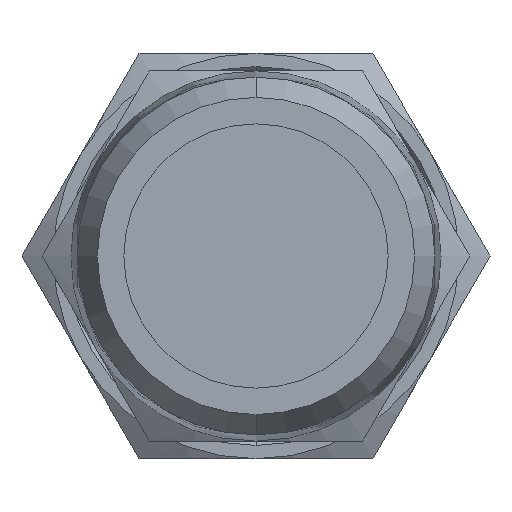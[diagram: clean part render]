
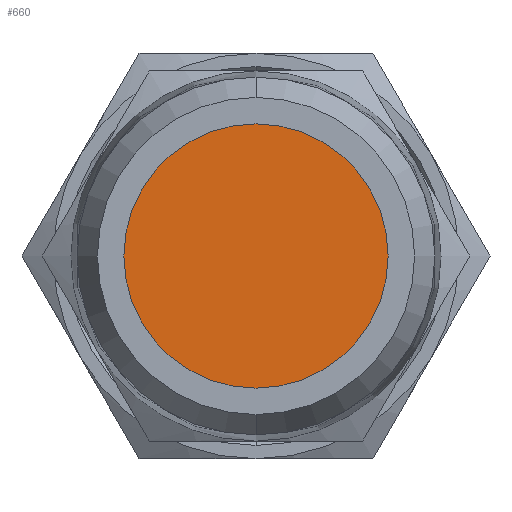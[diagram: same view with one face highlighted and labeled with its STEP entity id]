
A CAD part, front view. The second image highlights one B-rep face of the part: STEP entity #660.
In plain terms, the highlighted planar face has unit normal (0, -1, 0).
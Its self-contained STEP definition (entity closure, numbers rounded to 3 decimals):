
#16 = VERTEX_POINT ( 'NONE', #1716 ) ;
#165 = CARTESIAN_POINT ( 'NONE',  ( -7.5, 1.331, 0. ) ) ;
#444 = EDGE_LOOP ( 'NONE', ( #1713, #1712 ) ) ;
#660 = ADVANCED_FACE ( 'NONE', ( #1703 ), #1241, .F. ) ;
#685 = CARTESIAN_POINT ( 'NONE',  ( 0., 1.331, 0. ) ) ;
#686 = DIRECTION ( 'NONE',  ( 0., 1., 0. ) ) ;
#687 = DIRECTION ( 'NONE',  ( 0., 0., 1. ) ) ;
#926 = CARTESIAN_POINT ( 'NONE',  ( 0., 1.331, 0. ) ) ;
#927 = DIRECTION ( 'NONE',  ( 0., 1., 0. ) ) ;
#928 = DIRECTION ( 'NONE',  ( 0., 0., 1. ) ) ;
#1241 = PLANE ( 'NONE',  #2457 ) ;
#1249 = CARTESIAN_POINT ( 'NONE',  ( 0., 1.331, 0. ) ) ;
#1250 = DIRECTION ( 'NONE',  ( 0., 1., 0. ) ) ;
#1251 = DIRECTION ( 'NONE',  ( 0., 0., 1. ) ) ;
#1290 = EDGE_CURVE ( 'NONE', #16, #2407, #2176, .T. ) ;
#1298 = EDGE_CURVE ( 'NONE', #2407, #16, #2189, .T. ) ;
#1703 = FACE_OUTER_BOUND ( 'NONE', #444, .T. ) ;
#1712 = ORIENTED_EDGE ( 'NONE', *, *, #1290, .F. ) ;
#1713 = ORIENTED_EDGE ( 'NONE', *, *, #1298, .F. ) ;
#1716 = CARTESIAN_POINT ( 'NONE',  ( 7.5, 1.331, 0. ) ) ;
#2176 = CIRCLE ( 'NONE', #2561, 7.5 ) ;
#2189 = CIRCLE ( 'NONE', #2566, 7.5 ) ;
#2407 = VERTEX_POINT ( 'NONE', #165 ) ;
#2457 = AXIS2_PLACEMENT_3D ( 'NONE', #1249, #1250, #1251 ) ;
#2561 = AXIS2_PLACEMENT_3D ( 'NONE', #926, #927, #928 ) ;
#2566 = AXIS2_PLACEMENT_3D ( 'NONE', #685, #686, #687 ) ;
